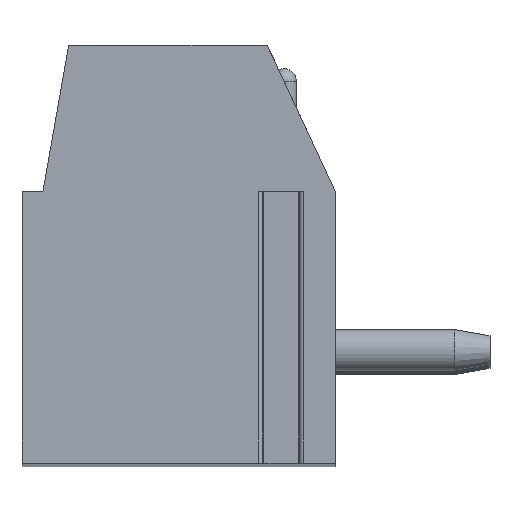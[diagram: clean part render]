
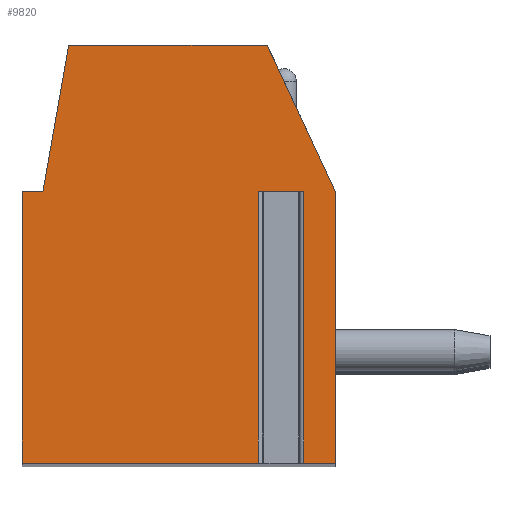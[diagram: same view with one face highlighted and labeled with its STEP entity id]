
A CAD part, top view. The second image highlights one B-rep face of the part: STEP entity #9820.
In plain terms, the highlighted planar face has unit normal (0, 0, 1).
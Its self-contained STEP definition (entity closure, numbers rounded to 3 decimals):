
#13=DIRECTION('',(-1.,0.,0.));
#14=VECTOR('',#13,1.097);
#15=CARTESIAN_POINT('',(2.998,1.5,48.26));
#16=LINE('',#15,#14);
#17=DIRECTION('',(0.,-1.,0.));
#18=VECTOR('',#17,6.5);
#19=CARTESIAN_POINT('',(1.902,1.5,48.26));
#20=LINE('',#19,#18);
#21=DIRECTION('',(1.,0.,0.));
#22=VECTOR('',#21,5.652);
#23=CARTESIAN_POINT('',(-3.75,-5.,48.26));
#24=LINE('',#23,#22);
#25=DIRECTION('',(0.,-1.,0.));
#26=VECTOR('',#25,6.5);
#27=CARTESIAN_POINT('',(-3.75,1.5,48.26));
#28=LINE('',#27,#26);
#29=DIRECTION('',(-1.,0.,0.));
#30=VECTOR('',#29,0.5);
#31=CARTESIAN_POINT('',(-3.25,1.5,48.26));
#32=LINE('',#31,#30);
#33=DIRECTION('',(-0.174,-0.985,0.));
#34=VECTOR('',#33,3.554);
#35=CARTESIAN_POINT('',(-2.633,5.,48.26));
#36=LINE('',#35,#34);
#37=DIRECTION('',(-1.,0.,0.));
#38=VECTOR('',#37,4.751);
#39=CARTESIAN_POINT('',(2.118,5.,48.26));
#40=LINE('',#39,#38);
#41=DIRECTION('',(-0.423,0.906,0.));
#42=VECTOR('',#41,3.862);
#43=CARTESIAN_POINT('',(3.75,1.5,48.26));
#44=LINE('',#43,#42);
#45=DIRECTION('',(0.,1.,0.));
#46=VECTOR('',#45,6.5);
#47=CARTESIAN_POINT('',(3.75,-5.,48.26));
#48=LINE('',#47,#46);
#49=DIRECTION('',(1.,0.,0.));
#50=VECTOR('',#49,0.752);
#51=CARTESIAN_POINT('',(2.998,-5.,48.26));
#52=LINE('',#51,#50);
#53=DIRECTION('',(0.,-1.,0.));
#54=VECTOR('',#53,6.5);
#55=CARTESIAN_POINT('',(2.998,1.5,48.26));
#56=LINE('',#55,#54);
#7791=CARTESIAN_POINT('',(-2.633,5.,48.26));
#7792=CARTESIAN_POINT('',(-3.25,1.5,48.26));
#7793=VERTEX_POINT('',#7791);
#7794=VERTEX_POINT('',#7792);
#7795=CARTESIAN_POINT('',(-3.75,1.5,48.26));
#7796=VERTEX_POINT('',#7795);
#7797=CARTESIAN_POINT('',(-3.75,-5.,48.26));
#7798=VERTEX_POINT('',#7797);
#7799=CARTESIAN_POINT('',(3.75,-5.,48.26));
#7800=CARTESIAN_POINT('',(3.75,1.5,48.26));
#7801=VERTEX_POINT('',#7799);
#7802=VERTEX_POINT('',#7800);
#7803=CARTESIAN_POINT('',(2.118,5.,48.26));
#7804=VERTEX_POINT('',#7803);
#7863=CARTESIAN_POINT('',(2.998,1.5,48.26));
#7864=CARTESIAN_POINT('',(1.902,1.5,48.26));
#7865=VERTEX_POINT('',#7863);
#7866=VERTEX_POINT('',#7864);
#7867=CARTESIAN_POINT('',(1.902,-5.,48.26));
#7868=VERTEX_POINT('',#7867);
#7869=CARTESIAN_POINT('',(2.998,-5.,48.26));
#7870=VERTEX_POINT('',#7869);
#9791=CARTESIAN_POINT('',(0.,0.,48.26));
#9792=DIRECTION('',(0.,0.,1.));
#9793=DIRECTION('',(1.,0.,0.));
#9794=AXIS2_PLACEMENT_3D('',#9791,#9792,#9793);
#9795=PLANE('',#9794);
#9797=ORIENTED_EDGE('',*,*,#9796,.T.);
#9799=ORIENTED_EDGE('',*,*,#9798,.T.);
#9801=ORIENTED_EDGE('',*,*,#9800,.F.);
#9803=ORIENTED_EDGE('',*,*,#9802,.F.);
#9805=ORIENTED_EDGE('',*,*,#9804,.F.);
#9807=ORIENTED_EDGE('',*,*,#9806,.F.);
#9809=ORIENTED_EDGE('',*,*,#9808,.F.);
#9811=ORIENTED_EDGE('',*,*,#9810,.F.);
#9813=ORIENTED_EDGE('',*,*,#9812,.F.);
#9815=ORIENTED_EDGE('',*,*,#9814,.F.);
#9817=ORIENTED_EDGE('',*,*,#9816,.F.);
#9818=EDGE_LOOP('',(#9797,#9799,#9801,#9803,#9805,#9807,#9809,#9811,#9813,#9815,
#9817));
#9819=FACE_OUTER_BOUND('',#9818,.F.);
#9796=EDGE_CURVE('',#7865,#7866,#16,.T.);
#9798=EDGE_CURVE('',#7866,#7868,#20,.T.);
#9800=EDGE_CURVE('',#7798,#7868,#24,.T.);
#9802=EDGE_CURVE('',#7796,#7798,#28,.T.);
#9804=EDGE_CURVE('',#7794,#7796,#32,.T.);
#9806=EDGE_CURVE('',#7793,#7794,#36,.T.);
#9808=EDGE_CURVE('',#7804,#7793,#40,.T.);
#9810=EDGE_CURVE('',#7802,#7804,#44,.T.);
#9812=EDGE_CURVE('',#7801,#7802,#48,.T.);
#9814=EDGE_CURVE('',#7870,#7801,#52,.T.);
#9816=EDGE_CURVE('',#7865,#7870,#56,.T.);
#9820=ADVANCED_FACE('',(#9819),#9795,.T.);
